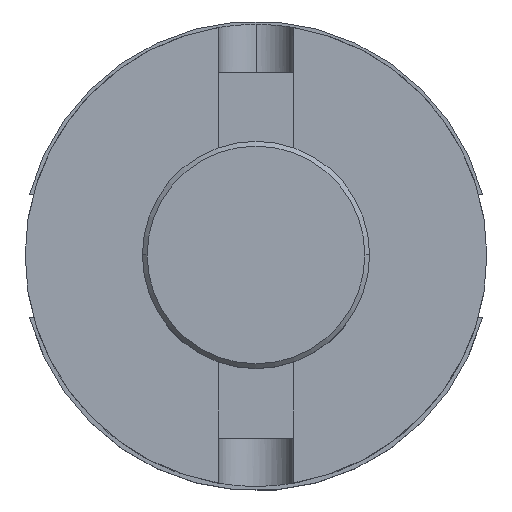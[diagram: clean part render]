
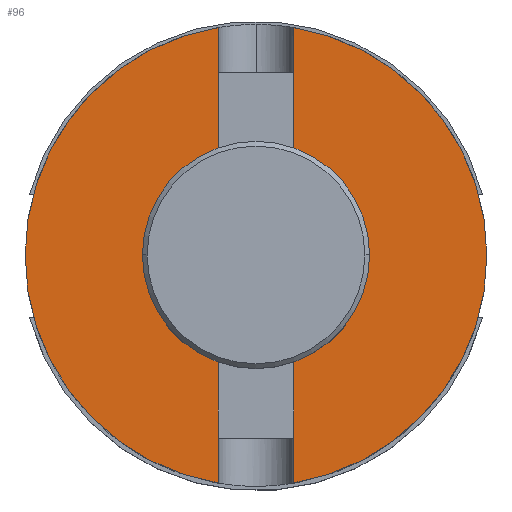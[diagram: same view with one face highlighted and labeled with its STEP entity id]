
A CAD part, top view. The second image highlights one B-rep face of the part: STEP entity #96.
In plain terms, the highlighted planar face has unit normal (0, 0, 1).
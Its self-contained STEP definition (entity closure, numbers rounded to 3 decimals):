
#10 = CARTESIAN_POINT ( 'NONE',  ( 0., 22.5, 101.6 ) ) ;
#11 = EDGE_LOOP ( 'NONE', ( #1470, #1088 ) ) ;
#38 = VECTOR ( 'NONE', #1033, 1000. ) ;
#43 = DIRECTION ( 'NONE',  ( 0., 0., 1. ) ) ;
#54 = ORIENTED_EDGE ( 'NONE', *, *, #564, .F. ) ;
#69 = ORIENTED_EDGE ( 'NONE', *, *, #908, .T. ) ;
#96 = ADVANCED_FACE ( 'NONE', ( #1211, #2270 ), #1776, .T. ) ;
#102 = VERTEX_POINT ( 'NONE', #1020 ) ;
#112 = EDGE_CURVE ( 'NONE', #1343, #228, #679, .T. ) ;
#183 = VERTEX_POINT ( 'NONE', #2017 ) ;
#228 = VERTEX_POINT ( 'NONE', #864 ) ;
#230 = ORIENTED_EDGE ( 'NONE', *, *, #957, .T. ) ;
#233 = CARTESIAN_POINT ( 'NONE',  ( 7.938, -47.729, 101.6 ) ) ;
#301 = ORIENTED_EDGE ( 'NONE', *, *, #2111, .T. ) ;
#332 = CARTESIAN_POINT ( 'NONE',  ( 0., 0., 101.6 ) ) ;
#362 = LINE ( 'NONE', #556, #2415 ) ;
#433 = DIRECTION ( 'NONE',  ( 1., 0., 0. ) ) ;
#509 = LINE ( 'NONE', #10, #2556 ) ;
#518 = ORIENTED_EDGE ( 'NONE', *, *, #755, .T. ) ;
#543 = CIRCLE ( 'NONE', #1364, 19.05 ) ;
#556 = CARTESIAN_POINT ( 'NONE',  ( 7.938, 48.385, 101.6 ) ) ;
#557 = VERTEX_POINT ( 'NONE', #2011 ) ;
#564 = EDGE_CURVE ( 'NONE', #1689, #1654, #633, .T. ) ;
#600 = CARTESIAN_POINT ( 'NONE',  ( -7.937, -22.5, 101.6 ) ) ;
#633 = LINE ( 'NONE', #2226, #38 ) ;
#651 = EDGE_CURVE ( 'NONE', #1331, #1995, #362, .T. ) ;
#654 = DIRECTION ( 'NONE',  ( 1., 0., 0. ) ) ;
#679 = CIRCLE ( 'NONE', #2407, 48.385 ) ;
#747 = CIRCLE ( 'NONE', #2390, 48.385 ) ;
#748 = DIRECTION ( 'NONE',  ( 0., 0., 1. ) ) ;
#755 = EDGE_CURVE ( 'NONE', #183, #1343, #776, .T. ) ;
#776 = LINE ( 'NONE', #2322, #2307 ) ;
#809 = VECTOR ( 'NONE', #1127, 1000. ) ;
#864 = CARTESIAN_POINT ( 'NONE',  ( -48.385, 0., 101.6 ) ) ;
#867 = DIRECTION ( 'NONE',  ( 1., 0., 0. ) ) ;
#887 = CARTESIAN_POINT ( 'NONE',  ( 19.05, 0., 101.6 ) ) ;
#908 = EDGE_CURVE ( 'NONE', #557, #102, #2387, .T. ) ;
#912 = CIRCLE ( 'NONE', #1208, 48.385 ) ;
#921 = AXIS2_PLACEMENT_3D ( 'NONE', #332, #1305, #1477 ) ;
#934 = CARTESIAN_POINT ( 'NONE',  ( 7.938, 48.385, 101.6 ) ) ;
#957 = EDGE_CURVE ( 'NONE', #1590, #557, #747, .T. ) ;
#995 = CARTESIAN_POINT ( 'NONE',  ( 0., 0., 101.6 ) ) ;
#999 = CIRCLE ( 'NONE', #1386, 48.385 ) ;
#1010 = DIRECTION ( 'NONE',  ( -1., 0., 0. ) ) ;
#1015 = CARTESIAN_POINT ( 'NONE',  ( 0., 0., 101.6 ) ) ;
#1020 = CARTESIAN_POINT ( 'NONE',  ( 7.938, 22.5, 101.6 ) ) ;
#1033 = DIRECTION ( 'NONE',  ( 0., -1., 0. ) ) ;
#1034 = ORIENTED_EDGE ( 'NONE', *, *, #1535, .T. ) ;
#1088 = ORIENTED_EDGE ( 'NONE', *, *, #1327, .F. ) ;
#1127 = DIRECTION ( 'NONE',  ( 0., -1., 0. ) ) ;
#1167 = EDGE_LOOP ( 'NONE', ( #1034, #518, #2389, #2006, #54, #1297, #1712, #301, #230, #69 ) ) ;
#1196 = VERTEX_POINT ( 'NONE', #887 ) ;
#1207 = DIRECTION ( 'NONE',  ( 1., 0., 0. ) ) ;
#1208 = AXIS2_PLACEMENT_3D ( 'NONE', #1242, #43, #1437 ) ;
#1211 = FACE_BOUND ( 'NONE', #11, .T. ) ;
#1225 = DIRECTION ( 'NONE',  ( 1., 0., 0. ) ) ;
#1242 = CARTESIAN_POINT ( 'NONE',  ( 0., 0., 101.6 ) ) ;
#1297 = ORIENTED_EDGE ( 'NONE', *, *, #2162, .T. ) ;
#1305 = DIRECTION ( 'NONE',  ( 0., 0., 1. ) ) ;
#1327 = EDGE_CURVE ( 'NONE', #2573, #1196, #543, .T. ) ;
#1331 = VERTEX_POINT ( 'NONE', #233 ) ;
#1343 = VERTEX_POINT ( 'NONE', #2434 ) ;
#1364 = AXIS2_PLACEMENT_3D ( 'NONE', #1647, #1665, #433 ) ;
#1386 = AXIS2_PLACEMENT_3D ( 'NONE', #995, #2385, #1207 ) ;
#1437 = DIRECTION ( 'NONE',  ( 1., 0., 0. ) ) ;
#1470 = ORIENTED_EDGE ( 'NONE', *, *, #1565, .F. ) ;
#1477 = DIRECTION ( 'NONE',  ( 1., 0., 0. ) ) ;
#1535 = EDGE_CURVE ( 'NONE', #102, #183, #509, .T. ) ;
#1549 = DIRECTION ( 'NONE',  ( 0., 1., 0. ) ) ;
#1561 = CIRCLE ( 'NONE', #921, 19.05 ) ;
#1565 = EDGE_CURVE ( 'NONE', #1196, #2573, #1561, .T. ) ;
#1590 = VERTEX_POINT ( 'NONE', #2100 ) ;
#1647 = CARTESIAN_POINT ( 'NONE',  ( 0., 0., 101.6 ) ) ;
#1649 = DIRECTION ( 'NONE',  ( 0., 1., 0. ) ) ;
#1654 = VERTEX_POINT ( 'NONE', #2515 ) ;
#1665 = DIRECTION ( 'NONE',  ( 0., 0., 1. ) ) ;
#1689 = VERTEX_POINT ( 'NONE', #600 ) ;
#1712 = ORIENTED_EDGE ( 'NONE', *, *, #651, .F. ) ;
#1747 = CARTESIAN_POINT ( 'NONE',  ( -19.05, 0., 101.6 ) ) ;
#1776 = PLANE ( 'NONE',  #2284 ) ;
#1819 = EDGE_CURVE ( 'NONE', #228, #1654, #999, .T. ) ;
#1839 = VECTOR ( 'NONE', #867, 1000. ) ;
#1840 = DIRECTION ( 'NONE',  ( 0., 0., 1. ) ) ;
#1906 = LINE ( 'NONE', #2257, #1839 ) ;
#1929 = CARTESIAN_POINT ( 'NONE',  ( 0., 0., 101.6 ) ) ;
#1995 = VERTEX_POINT ( 'NONE', #2279 ) ;
#2000 = DIRECTION ( 'NONE',  ( 1., 0., 0. ) ) ;
#2006 = ORIENTED_EDGE ( 'NONE', *, *, #1819, .T. ) ;
#2011 = CARTESIAN_POINT ( 'NONE',  ( 7.938, 47.729, 101.6 ) ) ;
#2017 = CARTESIAN_POINT ( 'NONE',  ( -7.937, 22.5, 101.6 ) ) ;
#2100 = CARTESIAN_POINT ( 'NONE',  ( 48.385, 0., 101.6 ) ) ;
#2111 = EDGE_CURVE ( 'NONE', #1331, #1590, #912, .T. ) ;
#2162 = EDGE_CURVE ( 'NONE', #1689, #1995, #1906, .T. ) ;
#2226 = CARTESIAN_POINT ( 'NONE',  ( -7.937, 48.385, 101.6 ) ) ;
#2257 = CARTESIAN_POINT ( 'NONE',  ( 0., -22.5, 101.6 ) ) ;
#2270 = FACE_OUTER_BOUND ( 'NONE', #1167, .T. ) ;
#2279 = CARTESIAN_POINT ( 'NONE',  ( 7.938, -22.5, 101.6 ) ) ;
#2284 = AXIS2_PLACEMENT_3D ( 'NONE', #2571, #1840, #1225 ) ;
#2307 = VECTOR ( 'NONE', #1549, 1000. ) ;
#2322 = CARTESIAN_POINT ( 'NONE',  ( -7.937, 48.385, 101.6 ) ) ;
#2385 = DIRECTION ( 'NONE',  ( 0., 0., 1. ) ) ;
#2387 = LINE ( 'NONE', #934, #809 ) ;
#2389 = ORIENTED_EDGE ( 'NONE', *, *, #112, .T. ) ;
#2390 = AXIS2_PLACEMENT_3D ( 'NONE', #1929, #748, #654 ) ;
#2402 = DIRECTION ( 'NONE',  ( 0., 0., 1. ) ) ;
#2407 = AXIS2_PLACEMENT_3D ( 'NONE', #1015, #2402, #2000 ) ;
#2415 = VECTOR ( 'NONE', #1649, 1000. ) ;
#2434 = CARTESIAN_POINT ( 'NONE',  ( -7.937, 47.729, 101.6 ) ) ;
#2515 = CARTESIAN_POINT ( 'NONE',  ( -7.937, -47.729, 101.6 ) ) ;
#2556 = VECTOR ( 'NONE', #1010, 1000. ) ;
#2571 = CARTESIAN_POINT ( 'NONE',  ( 0., 48.385, 101.6 ) ) ;
#2573 = VERTEX_POINT ( 'NONE', #1747 ) ;
